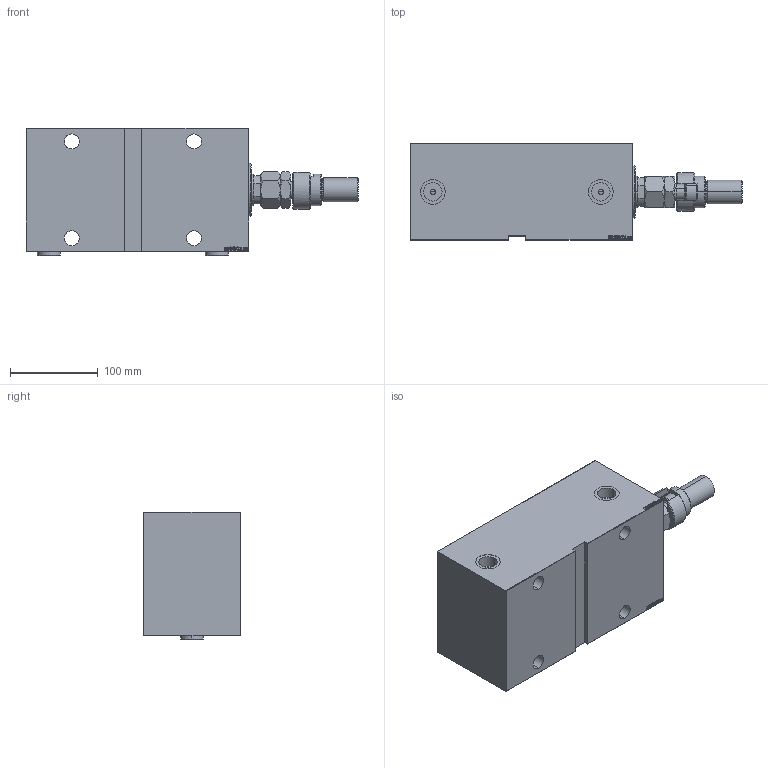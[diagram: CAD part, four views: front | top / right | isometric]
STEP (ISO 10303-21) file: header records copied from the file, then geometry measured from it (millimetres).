
FILE_DESCRIPTION (( 'STEP AP203' ), '1' );
FILE_NAME ('0aa0.STEP', '2024-02-12T17:59:35', ( '' ), ( '' ), 'SwSTEP 2.0', 'SolidWorks 2019', '' );
FILE_SCHEMA (( 'CONFIG_CONTROL_DESIGN' ));
Length unit declared in the file: millimetre
Products named in the file (8): MFA 7e2c228705f0ed1e426be5533d435b4e; V450CM_VC_B 7e2c228705f0ed1e426be5533d435b4e; 0aa0; Zatka_OIL_PORT 7e2c228705f0ed1e426be5533d435b4e; DFA 7e2c228705f0ed1e426be5533d435b4e; V450CM_E_Body 7e2c228705f0ed1e426be5533d435b4e; V450CM_E_VCP 7e2c228705f0ed1e426be5533d435b4e; FEMALE_PART_FOR_DFA 7e2c228705f0ed1e426be5533d435b4e
Assembly tree (8 placements, depth 3):
  0aa0
    V450CM_E_Body 7e2c228705f0ed1e426be5533d435b4e
    V450CM_E_VCP 7e2c228705f0ed1e426be5533d435b4e
    V450CM_VC_B 7e2c228705f0ed1e426be5533d435b4e
    DFA 7e2c228705f0ed1e426be5533d435b4e
      FEMALE_PART_FOR_DFA 7e2c228705f0ed1e426be5533d435b4e
      MFA 7e2c228705f0ed1e426be5533d435b4e
    Zatka_OIL_PORT 7e2c228705f0ed1e426be5533d435b4e  x2
Bounding box: 377.5 x 110 x 144.9 mm (x, y, z)
Volume: 3211303.2 mm3; surface area: 339032.3 mm2
Topology: 7 solids, 7 shells, 997 faces, 2502 edges, 1637 vertices
Faces by surface type: plane 474, bspline 380, cylinder 81, cone 58, torus 4
Entity records: 47262 total; most frequent: CARTESIAN_POINT 25453, ORIENTED_EDGE 4920, DIRECTION 3070, EDGE_CURVE 2460, VERTEX_POINT 1613, VECTOR 1418, LINE 1418, EDGE_LOOP 1111
